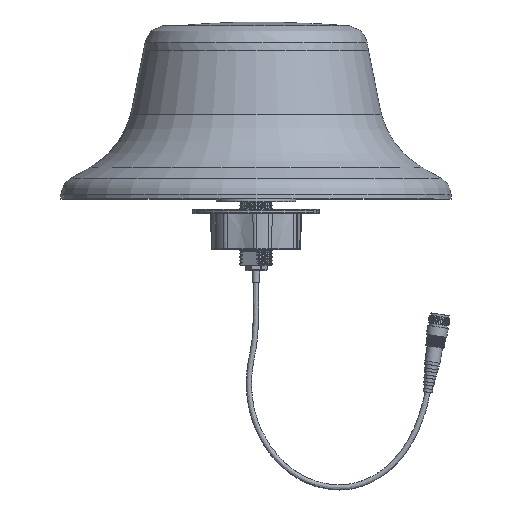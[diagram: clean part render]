
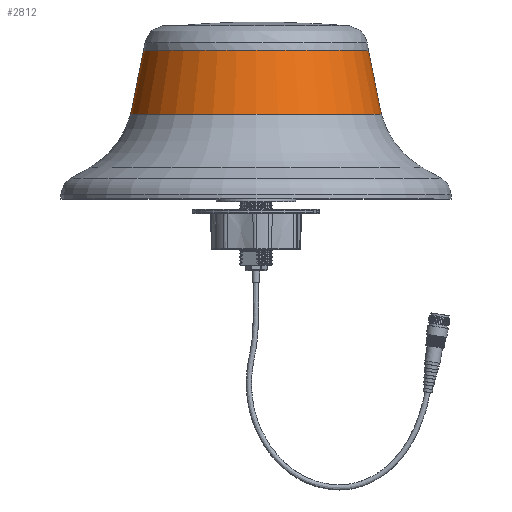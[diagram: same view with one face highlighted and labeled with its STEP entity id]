
A CAD part, top view. The second image highlights one B-rep face of the part: STEP entity #2812.
In plain terms, the highlighted toroidal (fillet/blend) face has major radius 480.451 mm and minor radius 400 mm.
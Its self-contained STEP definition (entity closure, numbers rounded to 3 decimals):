
#2041 = ORIENTED_EDGE ( 'NONE', *, *, #19612, .F. ) ;
#2046 = FACE_OUTER_BOUND ( 'NONE', #7957, .T. ) ;
#2062 = CARTESIAN_POINT ( 'NONE',  ( -141.934, 54.641, -28.945 ) ) ;
#2812 = ADVANCED_FACE ( 'NONE', ( #2046, #8646 ), #14266, .F. ) ;
#5374 = DIRECTION ( 'NONE',  ( 1., 0., 0. ) ) ;
#6186 = CIRCLE ( 'NONE', #37840, 94.081 ) ;
#7957 = EDGE_LOOP ( 'NONE', ( #29591 ) ) ;
#8646 = FACE_OUTER_BOUND ( 'NONE', #39502, .T. ) ;
#13933 = EDGE_CURVE ( 'NONE', #38299, #38299, #6186, .T. ) ;
#14155 = CARTESIAN_POINT ( 'NONE',  ( -47.853, 54.641, -28.945 ) ) ;
#14266 = TOROIDAL_SURFACE ( 'NONE', #14508, 480.451, 400. ) ;
#14508 = AXIS2_PLACEMENT_3D ( 'NONE', #19246, #35723, #16120 ) ;
#14944 = CARTESIAN_POINT ( 'NONE',  ( -141.934, 102.499, -28.945 ) ) ;
#16120 = DIRECTION ( 'NONE',  ( -1., 0., 0. ) ) ;
#16304 = AXIS2_PLACEMENT_3D ( 'NONE', #14944, #37852, #18220 ) ;
#18220 = DIRECTION ( 'NONE',  ( 1., 0., 0. ) ) ;
#19246 = CARTESIAN_POINT ( 'NONE',  ( -141.934, 158.168, -28.945 ) ) ;
#19612 = EDGE_CURVE ( 'NONE', #30038, #30038, #41149, .T. ) ;
#24878 = DIRECTION ( 'NONE',  ( 0., -1., 0. ) ) ;
#29591 = ORIENTED_EDGE ( 'NONE', *, *, #13933, .F. ) ;
#30038 = VERTEX_POINT ( 'NONE', #37474 ) ;
#35723 = DIRECTION ( 'NONE',  ( 0., 1., 0. ) ) ;
#37474 = CARTESIAN_POINT ( 'NONE',  ( -57.59, 102.499, -28.945 ) ) ;
#37840 = AXIS2_PLACEMENT_3D ( 'NONE', #2062, #24878, #5374 ) ;
#37852 = DIRECTION ( 'NONE',  ( 0., 1., 0. ) ) ;
#38299 = VERTEX_POINT ( 'NONE', #14155 ) ;
#39502 = EDGE_LOOP ( 'NONE', ( #2041 ) ) ;
#41149 = CIRCLE ( 'NONE', #16304, 84.344 ) ;
